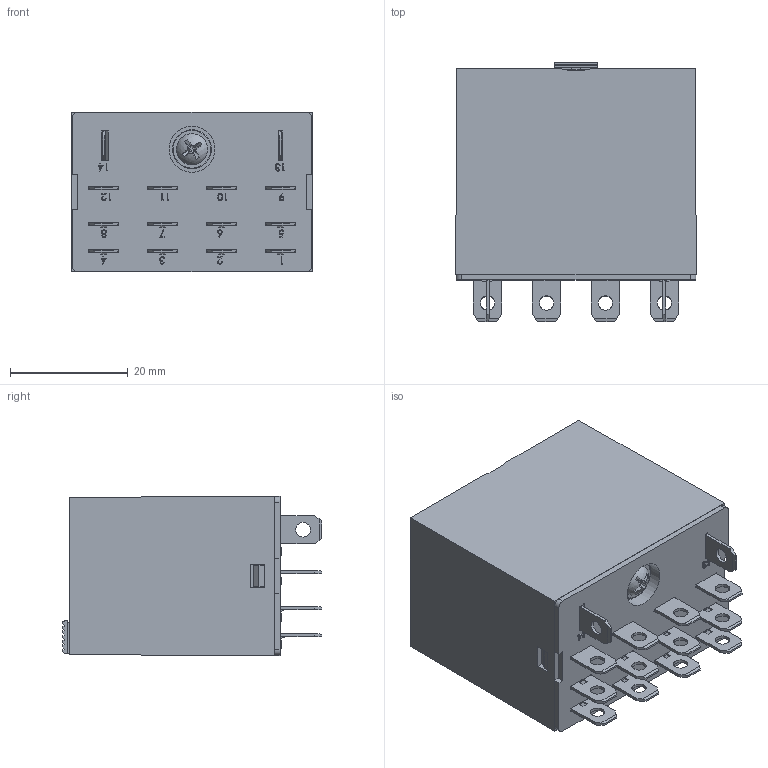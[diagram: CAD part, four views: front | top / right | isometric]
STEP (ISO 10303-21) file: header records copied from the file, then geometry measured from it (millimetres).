
FILE_DESCRIPTION(('STEP AP203'), '1');
FILE_NAME('RP5.34', '', ('UNSPECIFIED'), ('UNSPECIFIED'), 'C3D Converter', 'C3D Toolkit', '');
FILE_SCHEMA(('CONFIG_CONTROL_DESIGN'));
Length unit declared in the file: millimetre
Products named in the file (12): RP5.34; RP5.34_SL10; RP5.34_SL9; RP5.34_SL8; RP5.34_SL7; RP5.34_SL6; RP5.34_SL1; RP5.34_SL5; RP5.34_SL4; RP5.34_SL3; RP5.34_SL2
Assembly tree (22 placements, depth 3):
  RP5.34
    RP5.34_SL10
      RP5.34_SL9
      RP5.34_SL8  x8
      RP5.34_SL7  x4
      RP5.34_SL7  x2
      RP5.34_SL6
    RP5.34_SL1
    RP5.34_SL5
      RP5.34_SL4
      RP5.34_SL3
      RP5.34_SL2
Bounding box: 40.8 x 44.1 x 27 mm (x, y, z)
Volume: 11590.5 mm3; surface area: 21196.9 mm2
Topology: 20 solids, 20 shells, 1545 faces, 4149 edges, 2745 vertices
Faces by surface type: plane 1163, cylinder 228, bspline 106, torus 29, cone 18, sphere 1
Full cylindrical faces by diameter (mm): 1.52 x10, 1.6 x18, 2.4 x8, 2.5 x14, 2.9 x1, 6.6 x1, 7.8 x1
Entity records: 48280 total; most frequent: CARTESIAN_POINT 15833, ORIENTED_EDGE 5190, DIRECTION 4309, EDGE_CURVE 2595, LINE 1937, VECTOR 1937, VERTEX_POINT 1748, AXIS2_PLACEMENT_3D 1186
